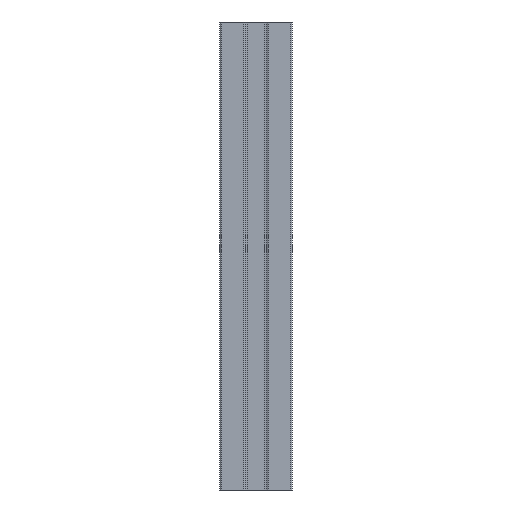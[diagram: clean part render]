
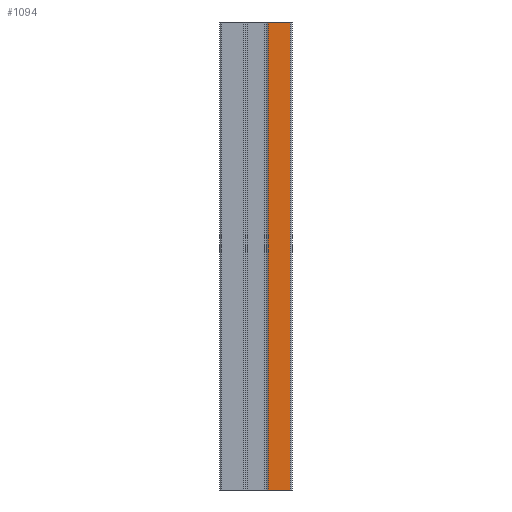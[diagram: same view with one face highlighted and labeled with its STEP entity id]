
A CAD part, front view. The second image highlights one B-rep face of the part: STEP entity #1094.
In plain terms, the highlighted planar face has unit normal (0, -1, 0).
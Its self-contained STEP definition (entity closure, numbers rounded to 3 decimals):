
#129 = VECTOR ( 'NONE', #721, 1000. ) ;
#247 = CARTESIAN_POINT ( 'NONE',  ( 3.35, -10., 165. ) ) ;
#336 = DIRECTION ( 'NONE',  ( 1., 0., 0. ) ) ;
#383 = DIRECTION ( 'NONE',  ( 0., 0., -1. ) ) ;
#427 = VERTEX_POINT ( 'NONE', #673 ) ;
#443 = DIRECTION ( 'NONE',  ( 1., 0., 0. ) ) ;
#450 = VECTOR ( 'NONE', #383, 1000. ) ;
#463 = CARTESIAN_POINT ( 'NONE',  ( 9.5, -10., 35. ) ) ;
#479 = VERTEX_POINT ( 'NONE', #463 ) ;
#618 = EDGE_CURVE ( 'NONE', #788, #427, #2000, .T. ) ;
#673 = CARTESIAN_POINT ( 'NONE',  ( 9.5, -10., 165. ) ) ;
#721 = DIRECTION ( 'NONE',  ( 0., 0., -1. ) ) ;
#788 = VERTEX_POINT ( 'NONE', #247 ) ;
#886 = DIRECTION ( 'NONE',  ( 0., 1., 0. ) ) ;
#893 = CARTESIAN_POINT ( 'NONE',  ( 9.5, -10., 165. ) ) ;
#914 = ORIENTED_EDGE ( 'NONE', *, *, #2297, .F. ) ;
#921 = PLANE ( 'NONE',  #1684 ) ;
#1078 = CARTESIAN_POINT ( 'NONE',  ( 3.35, -10., 165. ) ) ;
#1094 = ADVANCED_FACE ( 'NONE', ( #1309 ), #921, .F. ) ;
#1149 = ORIENTED_EDGE ( 'NONE', *, *, #1543, .T. ) ;
#1171 = CARTESIAN_POINT ( 'NONE',  ( -10., -10., 35. ) ) ;
#1223 = VECTOR ( 'NONE', #443, 1000. ) ;
#1276 = LINE ( 'NONE', #2014, #129 ) ;
#1309 = FACE_OUTER_BOUND ( 'NONE', #1843, .T. ) ;
#1399 = ORIENTED_EDGE ( 'NONE', *, *, #618, .F. ) ;
#1465 = CARTESIAN_POINT ( 'NONE',  ( 3.35, -10., 165. ) ) ;
#1543 = EDGE_CURVE ( 'NONE', #788, #2043, #1276, .T. ) ;
#1560 = LINE ( 'NONE', #1171, #1223 ) ;
#1651 = VECTOR ( 'NONE', #336, 1000. ) ;
#1684 = AXIS2_PLACEMENT_3D ( 'NONE', #1078, #886, #2033 ) ;
#1806 = LINE ( 'NONE', #893, #450 ) ;
#1843 = EDGE_LOOP ( 'NONE', ( #1149, #1900, #914, #1399 ) ) ;
#1900 = ORIENTED_EDGE ( 'NONE', *, *, #2013, .T. ) ;
#1973 = CARTESIAN_POINT ( 'NONE',  ( 3.35, -10., 35. ) ) ;
#2000 = LINE ( 'NONE', #1465, #1651 ) ;
#2013 = EDGE_CURVE ( 'NONE', #2043, #479, #1560, .T. ) ;
#2014 = CARTESIAN_POINT ( 'NONE',  ( 3.35, -10., 165. ) ) ;
#2033 = DIRECTION ( 'NONE',  ( 1., 0., 0. ) ) ;
#2043 = VERTEX_POINT ( 'NONE', #1973 ) ;
#2297 = EDGE_CURVE ( 'NONE', #427, #479, #1806, .T. ) ;
